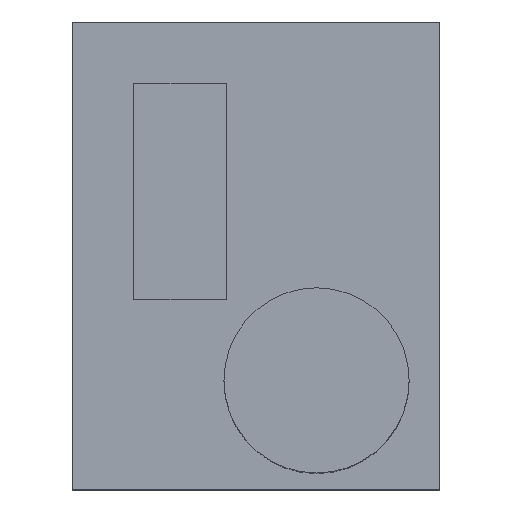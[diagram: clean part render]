
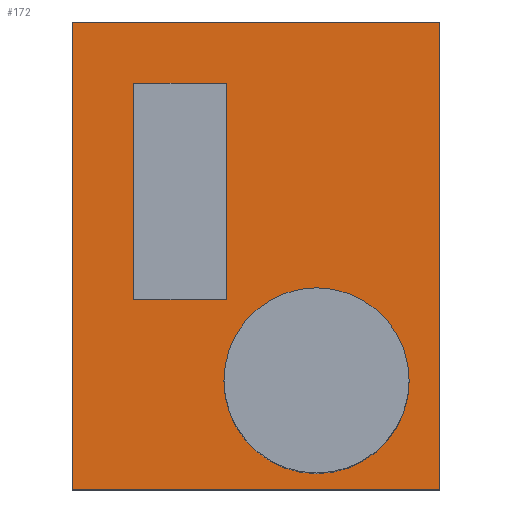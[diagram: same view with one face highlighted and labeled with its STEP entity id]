
A CAD part, top view. The second image highlights one B-rep face of the part: STEP entity #172.
In plain terms, the highlighted planar face has unit normal (0, 0, 1).
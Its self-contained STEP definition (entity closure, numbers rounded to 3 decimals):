
#1 = FACE_BOUND ( 'NONE', #229, .T. ) ;
#6 = CARTESIAN_POINT ( 'NONE',  ( 10., 65.8, 1.7 ) ) ;
#7 = ORIENTED_EDGE ( 'NONE', *, *, #341, .T. ) ;
#14 = DIRECTION ( 'NONE',  ( 1., 0., 0. ) ) ;
#16 = CARTESIAN_POINT ( 'NONE',  ( 10., 30.8, 1.7 ) ) ;
#31 = AXIS2_PLACEMENT_3D ( 'NONE', #241, #307, #53 ) ;
#32 = ORIENTED_EDGE ( 'NONE', *, *, #175, .F. ) ;
#33 = EDGE_CURVE ( 'NONE', #234, #115, #405, .T. ) ;
#36 = VERTEX_POINT ( 'NONE', #117 ) ;
#38 = ORIENTED_EDGE ( 'NONE', *, *, #184, .F. ) ;
#46 = ORIENTED_EDGE ( 'NONE', *, *, #33, .T. ) ;
#53 = DIRECTION ( 'NONE',  ( -1., 0., 0. ) ) ;
#54 = VECTOR ( 'NONE', #330, 1000. ) ;
#55 = CARTESIAN_POINT ( 'NONE',  ( 0., 75.8, 1.7 ) ) ;
#56 = EDGE_CURVE ( 'NONE', #162, #100, #266, .T. ) ;
#61 = CARTESIAN_POINT ( 'NONE',  ( 59.6, 75.8, 1.7 ) ) ;
#70 = CARTESIAN_POINT ( 'NONE',  ( 10., 65.8, 1.7 ) ) ;
#73 = ORIENTED_EDGE ( 'NONE', *, *, #56, .F. ) ;
#80 = EDGE_LOOP ( 'NONE', ( #367, #73, #383, #38 ) ) ;
#83 = CIRCLE ( 'NONE', #225, 15. ) ;
#84 = EDGE_CURVE ( 'NONE', #207, #375, #83, .T. ) ;
#85 = VECTOR ( 'NONE', #275, 1000. ) ;
#88 = VECTOR ( 'NONE', #14, 1000. ) ;
#100 = VERTEX_POINT ( 'NONE', #6 ) ;
#102 = CARTESIAN_POINT ( 'NONE',  ( 39.605, 17.639, 1.7 ) ) ;
#103 = ORIENTED_EDGE ( 'NONE', *, *, #84, .F. ) ;
#115 = VERTEX_POINT ( 'NONE', #132 ) ;
#117 = CARTESIAN_POINT ( 'NONE',  ( 25., 30.8, 1.7 ) ) ;
#132 = CARTESIAN_POINT ( 'NONE',  ( 0., 0., 1.7 ) ) ;
#138 = CARTESIAN_POINT ( 'NONE',  ( 0., 0., 1.7 ) ) ;
#147 = DIRECTION ( 'NONE',  ( 0., -1., 0. ) ) ;
#154 = DIRECTION ( 'NONE',  ( -1., 0., 0. ) ) ;
#156 = CARTESIAN_POINT ( 'NONE',  ( 0., 75.8, 1.7 ) ) ;
#158 = CIRCLE ( 'NONE', #31, 15. ) ;
#162 = VERTEX_POINT ( 'NONE', #268 ) ;
#166 = DIRECTION ( 'NONE',  ( 0., 0., 1. ) ) ;
#172 = ADVANCED_FACE ( 'NONE', ( #1, #223, #361 ), #423, .F. ) ;
#173 = EDGE_LOOP ( 'NONE', ( #46, #7, #397, #387 ) ) ;
#174 = CARTESIAN_POINT ( 'NONE',  ( 0., 0., 1.7 ) ) ;
#175 = EDGE_CURVE ( 'NONE', #375, #207, #158, .T. ) ;
#176 = VECTOR ( 'NONE', #147, 1000. ) ;
#184 = EDGE_CURVE ( 'NONE', #193, #36, #276, .T. ) ;
#188 = CARTESIAN_POINT ( 'NONE',  ( 59.6, 0., 1.7 ) ) ;
#191 = DIRECTION ( 'NONE',  ( 0., 1., 0. ) ) ;
#193 = VERTEX_POINT ( 'NONE', #16 ) ;
#206 = DIRECTION ( 'NONE',  ( -1., 0., 0. ) ) ;
#207 = VERTEX_POINT ( 'NONE', #347 ) ;
#211 = AXIS2_PLACEMENT_3D ( 'NONE', #138, #303, #206 ) ;
#217 = LINE ( 'NONE', #251, #388 ) ;
#221 = VERTEX_POINT ( 'NONE', #61 ) ;
#223 = FACE_OUTER_BOUND ( 'NONE', #173, .T. ) ;
#225 = AXIS2_PLACEMENT_3D ( 'NONE', #102, #166, #298 ) ;
#226 = LINE ( 'NONE', #292, #300 ) ;
#229 = EDGE_LOOP ( 'NONE', ( #32, #103 ) ) ;
#230 = EDGE_CURVE ( 'NONE', #221, #234, #320, .T. ) ;
#234 = VERTEX_POINT ( 'NONE', #156 ) ;
#241 = CARTESIAN_POINT ( 'NONE',  ( 39.605, 17.639, 1.7 ) ) ;
#251 = CARTESIAN_POINT ( 'NONE',  ( 59.6, 0., 1.7 ) ) ;
#266 = LINE ( 'NONE', #295, #54 ) ;
#268 = CARTESIAN_POINT ( 'NONE',  ( 25., 65.8, 1.7 ) ) ;
#269 = VERTEX_POINT ( 'NONE', #188 ) ;
#274 = CARTESIAN_POINT ( 'NONE',  ( 0., 0., 1.7 ) ) ;
#275 = DIRECTION ( 'NONE',  ( 0., -1., 0. ) ) ;
#276 = LINE ( 'NONE', #314, #88 ) ;
#282 = LINE ( 'NONE', #174, #380 ) ;
#292 = CARTESIAN_POINT ( 'NONE',  ( 25., 65.8, 1.7 ) ) ;
#295 = CARTESIAN_POINT ( 'NONE',  ( 10., 65.8, 1.7 ) ) ;
#298 = DIRECTION ( 'NONE',  ( -1., 0., 0. ) ) ;
#300 = VECTOR ( 'NONE', #191, 1000. ) ;
#303 = DIRECTION ( 'NONE',  ( 0., 0., -1. ) ) ;
#307 = DIRECTION ( 'NONE',  ( 0., 0., 1. ) ) ;
#314 = CARTESIAN_POINT ( 'NONE',  ( 10., 30.8, 1.7 ) ) ;
#316 = EDGE_CURVE ( 'NONE', #269, #221, #217, .T. ) ;
#320 = LINE ( 'NONE', #55, #342 ) ;
#322 = DIRECTION ( 'NONE',  ( 0., 1., 0. ) ) ;
#330 = DIRECTION ( 'NONE',  ( -1., 0., 0. ) ) ;
#341 = EDGE_CURVE ( 'NONE', #115, #269, #282, .T. ) ;
#342 = VECTOR ( 'NONE', #154, 1000. ) ;
#347 = CARTESIAN_POINT ( 'NONE',  ( 54.605, 17.639, 1.7 ) ) ;
#357 = LINE ( 'NONE', #70, #85 ) ;
#361 = FACE_BOUND ( 'NONE', #80, .T. ) ;
#367 = ORIENTED_EDGE ( 'NONE', *, *, #372, .F. ) ;
#372 = EDGE_CURVE ( 'NONE', #100, #193, #357, .T. ) ;
#375 = VERTEX_POINT ( 'NONE', #391 ) ;
#380 = VECTOR ( 'NONE', #408, 1000. ) ;
#383 = ORIENTED_EDGE ( 'NONE', *, *, #415, .F. ) ;
#387 = ORIENTED_EDGE ( 'NONE', *, *, #230, .T. ) ;
#388 = VECTOR ( 'NONE', #322, 1000. ) ;
#391 = CARTESIAN_POINT ( 'NONE',  ( 24.605, 17.639, 1.7 ) ) ;
#397 = ORIENTED_EDGE ( 'NONE', *, *, #316, .T. ) ;
#405 = LINE ( 'NONE', #274, #176 ) ;
#408 = DIRECTION ( 'NONE',  ( 1., 0., 0. ) ) ;
#415 = EDGE_CURVE ( 'NONE', #36, #162, #226, .T. ) ;
#423 = PLANE ( 'NONE',  #211 ) ;
